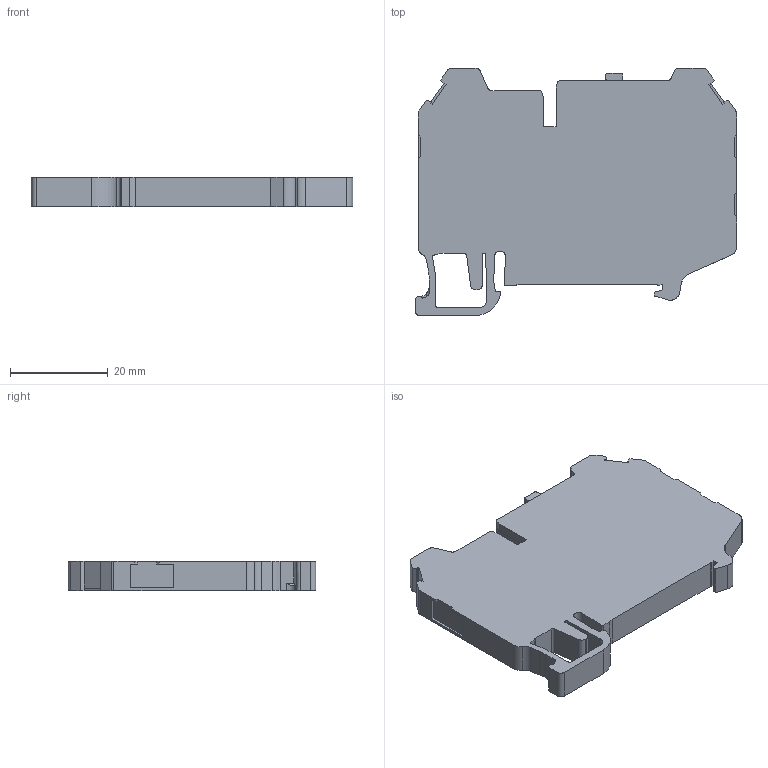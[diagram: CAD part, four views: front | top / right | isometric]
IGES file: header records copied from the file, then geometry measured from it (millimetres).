
Start section: SolidWorks IGES file using analytic representation for surfaces
Global section: file name: 325230_AVK 4CEA_Beige.IGS; native system: SolidWorks 2015; preprocessor: SolidWorks 2015; author: guveng; date: 150806.125830; units: millimetre
Bounding box: 65.73 x 50.63 x 5.95 mm (x, y, z)
Surface area: 7277.9 mm2 (no closed solid volume)
Topology: 0 solids, 0 shells, 207 faces, 2339 edges, 2942 vertices
Faces by surface type: bspline 138, revolution 69
